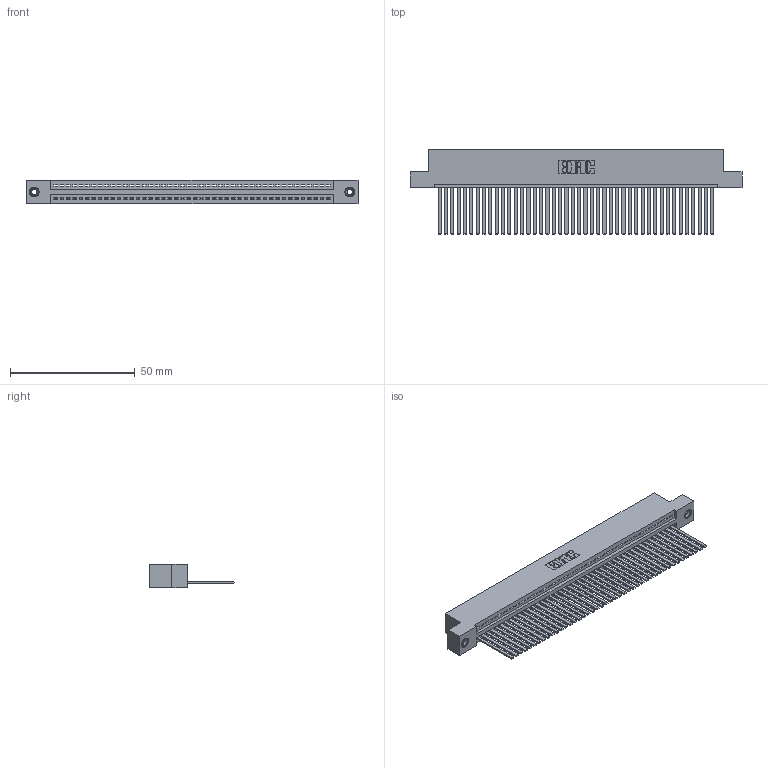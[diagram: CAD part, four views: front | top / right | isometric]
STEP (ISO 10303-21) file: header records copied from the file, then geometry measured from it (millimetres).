
FILE_DESCRIPTION (( 'STEP AP203' ), '1' );
FILE_NAME ('395-044-544-108.STEP', '2019-10-22T16:58:44', ( '' ), ( '' ), 'SwSTEP 2.0', 'SolidWorks 2016', '' );
FILE_SCHEMA (( 'CONFIG_CONTROL_DESIGN' ));
Length unit declared in the file: inch
Products named in the file (4): 345-292-001_345-293-144; 345 Part_Flush Mounting Lugs - 0.156 Dia-TI; 345-250-001_345-250-003-102; 395-044-544-108
Assembly tree (47 placements, depth 2):
  395-044-544-108
    345 Part_Flush Mounting Lugs - 0.156 Dia-TI
    345-292-001_345-293-144  x44
    345-250-001_345-250-003-102  x2
Bounding box: 132.97 x 33.96 x 9.4 mm (x, y, z)
Volume: 13149 mm3; surface area: 19049.9 mm2
Topology: 47 solids, 47 shells, 2474 faces, 7429 edges, 4886 vertices
Faces by surface type: plane 1696, cylinder 762, cone 12, torus 4
Entity records: 33848 total; most frequent: CARTESIAN_POINT 5843, ORIENTED_EDGE 5814, DIRECTION 5125, EDGE_CURVE 2907, VECTOR 2583, LINE 2583, VERTEX_POINT 1932, AXIS2_PLACEMENT_3D 1271
